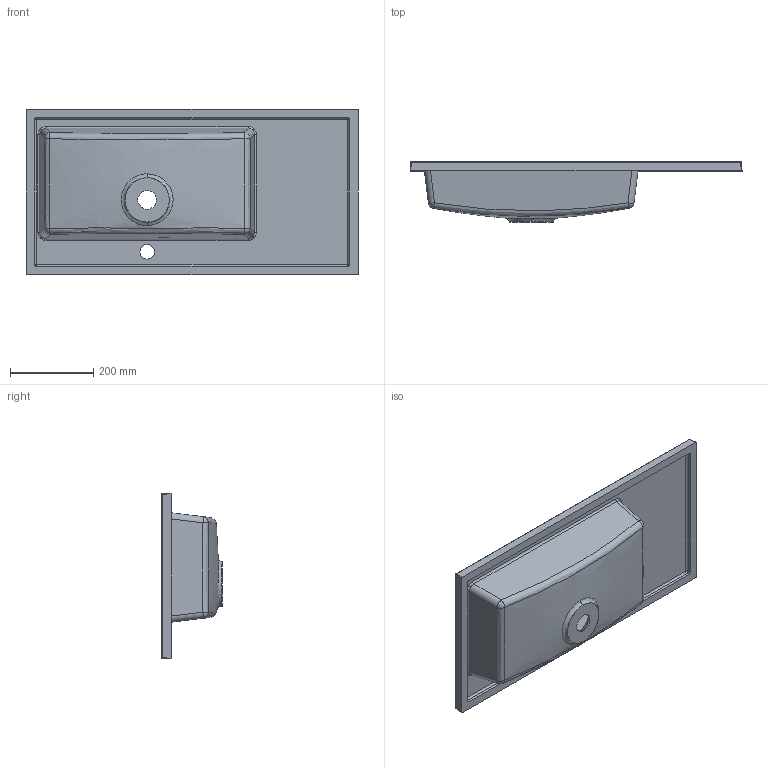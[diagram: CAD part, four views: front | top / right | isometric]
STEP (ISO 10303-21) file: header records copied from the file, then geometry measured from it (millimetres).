
FILE_DESCRIPTION (( 'STEP AP214' ), '1' );
FILE_NAME ('Josefine slim 800L.STEP', '2019-07-31T07:18:05', ( '' ), ( '' ), 'SwSTEP 2.0', 'SolidWorks 2018', '' );
FILE_SCHEMA (( 'AUTOMOTIVE_DESIGN' ));
Length unit declared in the file: millimetre
Products named in the file (2): Josefine slim 800L
Bounding box: 799.92 x 145 x 399.92 mm (x, y, z)
Volume: 5283433.2 mm3; surface area: 976888.7 mm2
Topology: 1 solids, 1 shells, 107 faces, 240 edges, 132 vertices
Faces by surface type: cylinder 38, bspline 24, plane 21, sphere 20, cone 4
Entity records: 7799 total; most frequent: CARTESIAN_POINT 5609, ORIENTED_EDGE 464, DIRECTION 432, EDGE_CURVE 232, AXIS2_PLACEMENT_3D 175, VERTEX_POINT 132, EDGE_LOOP 118, FACE_OUTER_BOUND 107
